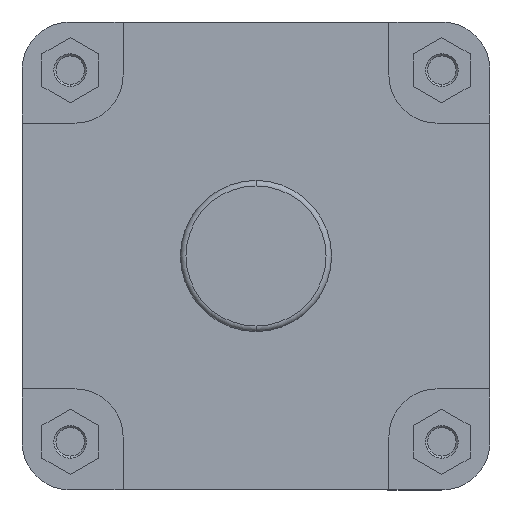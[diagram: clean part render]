
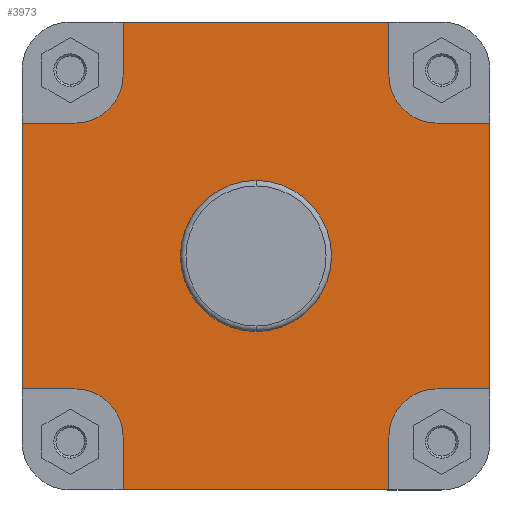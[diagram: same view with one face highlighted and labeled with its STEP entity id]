
A CAD part, left-side view. The second image highlights one B-rep face of the part: STEP entity #3973.
In plain terms, the highlighted planar face has unit normal (-1, 0, 0).
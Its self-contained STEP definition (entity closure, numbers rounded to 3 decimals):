
#697 = CARTESIAN_POINT ( 'NONE',  ( 82., 0., 0. ) ) ;
#703 = DIRECTION ( 'NONE',  ( -1., 0., 0. ) ) ;
#704 = DIRECTION ( 'NONE',  ( 0., 0., 1. ) ) ;
#740 = CARTESIAN_POINT ( 'NONE',  ( 82., -131.5, -131.5 ) ) ;
#744 = CARTESIAN_POINT ( 'NONE',  ( 82., -170., -96.5 ) ) ;
#747 = DIRECTION ( 'NONE',  ( -1., 0., 0. ) ) ;
#748 = DIRECTION ( 'NONE',  ( 0., 0., -1. ) ) ;
#749 = CARTESIAN_POINT ( 'NONE',  ( 82., -374.141, -170. ) ) ;
#750 = DIRECTION ( 'NONE',  ( 0., 1., 0. ) ) ;
#751 = CARTESIAN_POINT ( 'NONE',  ( 82., -96.5, -131.5 ) ) ;
#752 = DIRECTION ( 'NONE',  ( 0., -1., 0. ) ) ;
#753 = CARTESIAN_POINT ( 'NONE',  ( 82., -170., 0. ) ) ;
#754 = DIRECTION ( 'NONE',  ( 0., 0., -1. ) ) ;
#755 = DIRECTION ( 'NONE',  ( 0., 0., 1. ) ) ;
#756 = CARTESIAN_POINT ( 'NONE',  ( 82., -96.5, 170. ) ) ;
#757 = CARTESIAN_POINT ( 'NONE',  ( 82., -131.5, 96.5 ) ) ;
#758 = DIRECTION ( 'NONE',  ( 0., -1., 0. ) ) ;
#759 = CARTESIAN_POINT ( 'NONE',  ( 82., -131.5, 131.5 ) ) ;
#760 = DIRECTION ( 'NONE',  ( -1., 0., 0. ) ) ;
#761 = DIRECTION ( 'NONE',  ( 0., 0., -1. ) ) ;
#762 = CARTESIAN_POINT ( 'NONE',  ( 82., -374.141, 170. ) ) ;
#763 = DIRECTION ( 'NONE',  ( 0., 0., -1. ) ) ;
#764 = DIRECTION ( 'NONE',  ( 0., -1., 0. ) ) ;
#765 = CARTESIAN_POINT ( 'NONE',  ( 82., 170., 96.5 ) ) ;
#766 = CARTESIAN_POINT ( 'NONE',  ( 82., 96.5, 131.5 ) ) ;
#767 = DIRECTION ( 'NONE',  ( 0., 0., 1. ) ) ;
#768 = CARTESIAN_POINT ( 'NONE',  ( 82., 131.5, 131.5 ) ) ;
#769 = DIRECTION ( 'NONE',  ( -1., 0., 0. ) ) ;
#770 = DIRECTION ( 'NONE',  ( 0., 0., -1. ) ) ;
#771 = CARTESIAN_POINT ( 'NONE',  ( 82., 170., 0. ) ) ;
#772 = DIRECTION ( 'NONE',  ( 0., -1., 0. ) ) ;
#773 = DIRECTION ( 'NONE',  ( 0., 0., 1. ) ) ;
#774 = CARTESIAN_POINT ( 'NONE',  ( 82., 96.5, -170. ) ) ;
#775 = CARTESIAN_POINT ( 'NONE',  ( 82., 131.5, -96.5 ) ) ;
#776 = DIRECTION ( 'NONE',  ( 0., 1., 0. ) ) ;
#777 = CARTESIAN_POINT ( 'NONE',  ( 82., 131.5, -131.5 ) ) ;
#778 = DIRECTION ( 'NONE',  ( -1., 0., 0. ) ) ;
#779 = DIRECTION ( 'NONE',  ( 0., 0., -1. ) ) ;
#782 = DIRECTION ( 'NONE',  ( 0., 0., 1. ) ) ;
#1739 = ORIENTED_EDGE ( 'NONE', *, *, #3215, .F. ) ;
#1740 = ORIENTED_EDGE ( 'NONE', *, *, #3214, .F. ) ;
#1741 = ORIENTED_EDGE ( 'NONE', *, *, #3213, .F. ) ;
#1742 = ORIENTED_EDGE ( 'NONE', *, *, #3212, .F. ) ;
#1743 = ORIENTED_EDGE ( 'NONE', *, *, #3211, .F. ) ;
#1744 = ORIENTED_EDGE ( 'NONE', *, *, #3210, .F. ) ;
#1745 = ORIENTED_EDGE ( 'NONE', *, *, #3209, .F. ) ;
#1746 = ORIENTED_EDGE ( 'NONE', *, *, #3208, .F. ) ;
#1747 = ORIENTED_EDGE ( 'NONE', *, *, #3207, .F. ) ;
#1748 = ORIENTED_EDGE ( 'NONE', *, *, #3206, .F. ) ;
#1749 = ORIENTED_EDGE ( 'NONE', *, *, #3205, .F. ) ;
#1750 = ORIENTED_EDGE ( 'NONE', *, *, #3204, .T. ) ;
#1751 = ORIENTED_EDGE ( 'NONE', *, *, #3201, .F. ) ;
#1752 = ORIENTED_EDGE ( 'NONE', *, *, #3200, .F. ) ;
#1753 = ORIENTED_EDGE ( 'NONE', *, *, #3203, .F. ) ;
#1754 = ORIENTED_EDGE ( 'NONE', *, *, #3202, .T. ) ;
#1755 = ORIENTED_EDGE ( 'NONE', *, *, #3184, .F. ) ;
#1756 = ORIENTED_EDGE ( 'NONE', *, *, #3632, .F. ) ;
#2621 = CIRCLE ( 'NONE', #3688, 35. ) ;
#2622 = LINE ( 'NONE', #744, #2917 ) ;
#2652 = VECTOR ( 'NONE', #772, 1000. ) ;
#2658 = VECTOR ( 'NONE', #764, 1000. ) ;
#2721 = CIRCLE ( 'NONE', #3686, 35. ) ;
#2732 = LINE ( 'NONE', #751, #2844 ) ;
#2798 = CIRCLE ( 'NONE', #3665, 54.9 ) ;
#2829 = LINE ( 'NONE', #762, #2658 ) ;
#2830 = LINE ( 'NONE', #766, #2831 ) ;
#2831 = VECTOR ( 'NONE', #767, 1000. ) ;
#2838 = VECTOR ( 'NONE', #776, 1000. ) ;
#2839 = LINE ( 'NONE', #756, #2859 ) ;
#2844 = VECTOR ( 'NONE', #754, 1000. ) ;
#2847 = VECTOR ( 'NONE', #755, 1000. ) ;
#2853 = LINE ( 'NONE', #765, #2652 ) ;
#2855 = VECTOR ( 'NONE', #773, 1000. ) ;
#2856 = CIRCLE ( 'NONE', #3690, 35. ) ;
#2857 = LINE ( 'NONE', #771, #2855 ) ;
#2858 = LINE ( 'NONE', #757, #2861 ) ;
#2859 = VECTOR ( 'NONE', #763, 1000. ) ;
#2860 = VECTOR ( 'NONE', #782, 1000. ) ;
#2861 = VECTOR ( 'NONE', #758, 1000. ) ;
#2869 = LINE ( 'NONE', #774, #2860 ) ;
#2872 = LINE ( 'NONE', #775, #2838 ) ;
#2874 = CIRCLE ( 'NONE', #3691, 35. ) ;
#2897 = LINE ( 'NONE', #749, #3006 ) ;
#2917 = VECTOR ( 'NONE', #750, 1000. ) ;
#2965 = LINE ( 'NONE', #753, #2847 ) ;
#3006 = VECTOR ( 'NONE', #752, 1000. ) ;
#3026 = EDGE_LOOP ( 'NONE', ( #1754, #1753, #1752, #1751, #1750, #1749, #1748, #1747, #1746, #1745, #1744, #1743, #1742, #1741, #1740, #1739 ) ) ;
#3033 = EDGE_LOOP ( 'NONE', ( #1756, #1755 ) ) ;
#3184 = EDGE_CURVE ( 'NONE', #7322, #7313, #2798, .T. ) ;
#3200 = EDGE_CURVE ( 'NONE', #7292, #7315, #2721, .T. ) ;
#3201 = EDGE_CURVE ( 'NONE', #7340, #7292, #2622, .T. ) ;
#3202 = EDGE_CURVE ( 'NONE', #7343, #7305, #2897, .T. ) ;
#3203 = EDGE_CURVE ( 'NONE', #7315, #7305, #2732, .T. ) ;
#3204 = EDGE_CURVE ( 'NONE', #7340, #7332, #2965, .T. ) ;
#3205 = EDGE_CURVE ( 'NONE', #7267, #7332, #2858, .T. ) ;
#3206 = EDGE_CURVE ( 'NONE', #7251, #7267, #2621, .T. ) ;
#3207 = EDGE_CURVE ( 'NONE', #7260, #7251, #2839, .T. ) ;
#3208 = EDGE_CURVE ( 'NONE', #7293, #7260, #2829, .T. ) ;
#3209 = EDGE_CURVE ( 'NONE', #7295, #7293, #2830, .T. ) ;
#3210 = EDGE_CURVE ( 'NONE', #7329, #7295, #2856, .T. ) ;
#3211 = EDGE_CURVE ( 'NONE', #7265, #7329, #2853, .T. ) ;
#3212 = EDGE_CURVE ( 'NONE', #7318, #7265, #2857, .T. ) ;
#3213 = EDGE_CURVE ( 'NONE', #7278, #7318, #2872, .T. ) ;
#3214 = EDGE_CURVE ( 'NONE', #7325, #7278, #2874, .T. ) ;
#3215 = EDGE_CURVE ( 'NONE', #7343, #7325, #2869, .T. ) ;
#3632 = EDGE_CURVE ( 'NONE', #7313, #7322, #4502, .T. ) ;
#3665 = AXIS2_PLACEMENT_3D ( 'NONE', #697, #703, #704 ) ;
#3686 = AXIS2_PLACEMENT_3D ( 'NONE', #740, #747, #748 ) ;
#3688 = AXIS2_PLACEMENT_3D ( 'NONE', #759, #760, #761 ) ;
#3690 = AXIS2_PLACEMENT_3D ( 'NONE', #768, #769, #770 ) ;
#3691 = AXIS2_PLACEMENT_3D ( 'NONE', #777, #778, #779 ) ;
#3973 = ADVANCED_FACE ( 'NONE', ( #4952, #4957 ), #6709, .F. ) ;
#4502 = CIRCLE ( 'NONE', #6315, 54.9 ) ;
#4952 = FACE_BOUND ( 'NONE', #3033, .T. ) ;
#4957 = FACE_OUTER_BOUND ( 'NONE', #3026, .T. ) ;
#5483 = CARTESIAN_POINT ( 'NONE',  ( 82., 0., 0. ) ) ;
#5498 = DIRECTION ( 'NONE',  ( -1., 0., 0. ) ) ;
#5499 = DIRECTION ( 'NONE',  ( 0., 0., 1. ) ) ;
#6315 = AXIS2_PLACEMENT_3D ( 'NONE', #5483, #5498, #5499 ) ;
#6556 = AXIS2_PLACEMENT_3D ( 'NONE', #6708, #6710, #6711 ) ;
#6708 = CARTESIAN_POINT ( 'NONE',  ( 82., 54.9, 0. ) ) ;
#6709 = PLANE ( 'NONE',  #6556 ) ;
#6710 = DIRECTION ( 'NONE',  ( 1., 0., 0. ) ) ;
#6711 = DIRECTION ( 'NONE',  ( 0., 0., -1. ) ) ;
#6866 = CARTESIAN_POINT ( 'NONE',  ( 82., -96.5, 131.5 ) ) ;
#6875 = CARTESIAN_POINT ( 'NONE',  ( 82., -96.5, 170. ) ) ;
#6880 = CARTESIAN_POINT ( 'NONE',  ( 82., 170., 96.5 ) ) ;
#6882 = CARTESIAN_POINT ( 'NONE',  ( 82., -131.5, 96.5 ) ) ;
#6893 = CARTESIAN_POINT ( 'NONE',  ( 82., 131.5, -96.5 ) ) ;
#6907 = CARTESIAN_POINT ( 'NONE',  ( 82., -131.5, -96.5 ) ) ;
#6908 = CARTESIAN_POINT ( 'NONE',  ( 82., 96.5, 170. ) ) ;
#6910 = CARTESIAN_POINT ( 'NONE',  ( 82., 96.5, 131.5 ) ) ;
#6920 = CARTESIAN_POINT ( 'NONE',  ( 82., -96.5, -170. ) ) ;
#6928 = CARTESIAN_POINT ( 'NONE',  ( 82., 0., 54.9 ) ) ;
#6930 = CARTESIAN_POINT ( 'NONE',  ( 82., -96.5, -131.5 ) ) ;
#6933 = CARTESIAN_POINT ( 'NONE',  ( 82., 170., -96.5 ) ) ;
#6937 = CARTESIAN_POINT ( 'NONE',  ( 82., 0., -54.9 ) ) ;
#6940 = CARTESIAN_POINT ( 'NONE',  ( 82., 96.5, -131.5 ) ) ;
#6944 = CARTESIAN_POINT ( 'NONE',  ( 82., 131.5, 96.5 ) ) ;
#6947 = CARTESIAN_POINT ( 'NONE',  ( 82., -170., 96.5 ) ) ;
#6955 = CARTESIAN_POINT ( 'NONE',  ( 82., -170., -96.5 ) ) ;
#6958 = CARTESIAN_POINT ( 'NONE',  ( 82., 96.5, -170. ) ) ;
#7251 = VERTEX_POINT ( 'NONE', #6866 ) ;
#7260 = VERTEX_POINT ( 'NONE', #6875 ) ;
#7265 = VERTEX_POINT ( 'NONE', #6880 ) ;
#7267 = VERTEX_POINT ( 'NONE', #6882 ) ;
#7278 = VERTEX_POINT ( 'NONE', #6893 ) ;
#7292 = VERTEX_POINT ( 'NONE', #6907 ) ;
#7293 = VERTEX_POINT ( 'NONE', #6908 ) ;
#7295 = VERTEX_POINT ( 'NONE', #6910 ) ;
#7305 = VERTEX_POINT ( 'NONE', #6920 ) ;
#7313 = VERTEX_POINT ( 'NONE', #6928 ) ;
#7315 = VERTEX_POINT ( 'NONE', #6930 ) ;
#7318 = VERTEX_POINT ( 'NONE', #6933 ) ;
#7322 = VERTEX_POINT ( 'NONE', #6937 ) ;
#7325 = VERTEX_POINT ( 'NONE', #6940 ) ;
#7329 = VERTEX_POINT ( 'NONE', #6944 ) ;
#7332 = VERTEX_POINT ( 'NONE', #6947 ) ;
#7340 = VERTEX_POINT ( 'NONE', #6955 ) ;
#7343 = VERTEX_POINT ( 'NONE', #6958 ) ;
